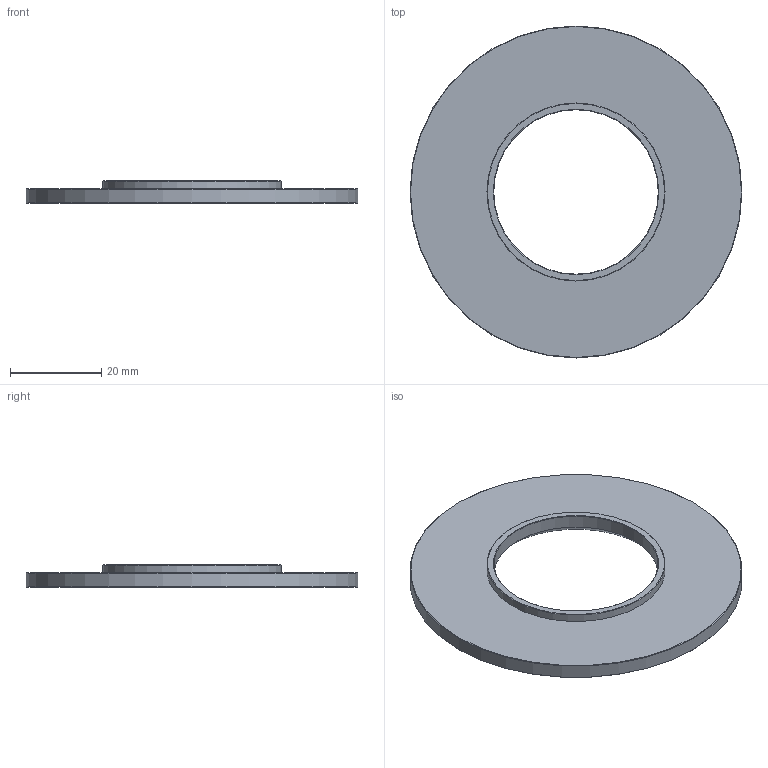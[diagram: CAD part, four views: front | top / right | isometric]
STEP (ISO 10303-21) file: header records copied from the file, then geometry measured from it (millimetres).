
FILE_DESCRIPTION(/* description */ ('>>BEZEICHNUNG<<'),/* implementation_level */ '2;1');
FILE_NAME(/* name */ 'RK3652_AdapRing_M39x0_5.stp',/* time_stamp */ '2016-01-20T10:57:48+01:00',/* author */ ('REGENSPURG'),/* organization */ ('Vision & Control'),/* preprocessor_version */ 'ST-DEVELOPER v15.2',/* originating_system */ 'Autodesk Inventor 2014',/* authorisation */ '');
FILE_SCHEMA (('AUTOMOTIVE_DESIGN { 1 0 10303 214 3 1 1 }'));
Length unit declared in the file: millimetre
Products named in the file (1): RK3652_AdapRing_M39x0_5
Bounding box: 72.7 x 72.7 x 5 mm (x, y, z)
Volume: 10106.2 mm3; surface area: 7615.4 mm2
Topology: 1 solids, 1 shells, 11 faces, 19 edges, 11 vertices
Faces by surface type: cone 5, plane 3, cylinder 3
Full cylindrical faces by diameter (mm): 36 x1, 39 x1, 72.7 x1
Entity records: 504 total; most frequent: DIRECTION 92, CARTESIAN_POINT 68, AXIS2_PLACEMENT_3D 46, EDGE_LOOP 44, ORIENTED_EDGE 44, FACE_BOUND 28, CIRCLE 22, VERTEX_POINT 22
